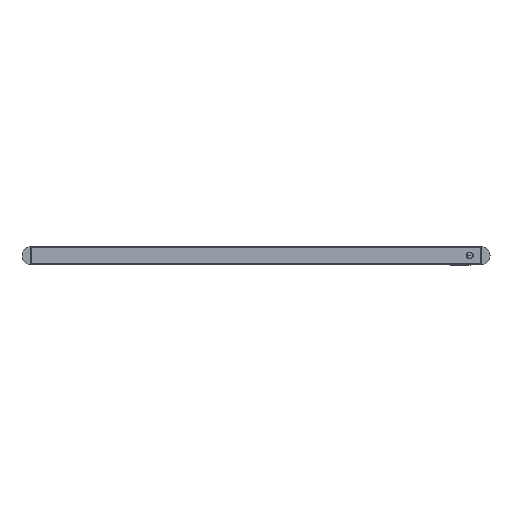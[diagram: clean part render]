
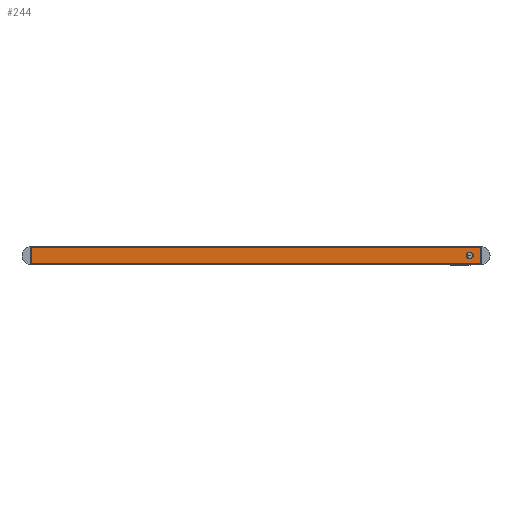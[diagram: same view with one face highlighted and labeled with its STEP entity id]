
A CAD part, top view. The second image highlights one B-rep face of the part: STEP entity #244.
In plain terms, the highlighted planar face has unit normal (0, 0, 1).
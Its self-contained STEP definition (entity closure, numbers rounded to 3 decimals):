
#64=FACE_BOUND($,#431,.T.);
#244=ADVANCED_FACE($,(#337,#64),#1337,.T.);
#337=FACE_OUTER_BOUND($,#430,.T.);
#430=EDGE_LOOP($,(#591,#592,#593,#594,#595,#596,#597,#598));
#431=EDGE_LOOP($,(#599,#600));
#591=ORIENTED_EDGE($,*,*,#983,.F.);
#592=ORIENTED_EDGE($,*,*,#982,.F.);
#593=ORIENTED_EDGE($,*,*,#981,.F.);
#594=ORIENTED_EDGE($,*,*,#980,.F.);
#595=ORIENTED_EDGE($,*,*,#979,.F.);
#596=ORIENTED_EDGE($,*,*,#978,.F.);
#597=ORIENTED_EDGE($,*,*,#977,.F.);
#598=ORIENTED_EDGE($,*,*,#976,.F.);
#599=ORIENTED_EDGE($,*,*,#984,.F.);
#600=ORIENTED_EDGE($,*,*,#985,.F.);
#976=EDGE_CURVE($,#1210,#1211,#1447,.T.);
#977=EDGE_CURVE($,#1211,#1212,#1448,.T.);
#978=EDGE_CURVE($,#1212,#1213,#1449,.T.);
#979=EDGE_CURVE($,#1213,#1214,#1450,.T.);
#980=EDGE_CURVE($,#1214,#1215,#1451,.T.);
#981=EDGE_CURVE($,#1215,#1216,#1452,.T.);
#982=EDGE_CURVE($,#1216,#1217,#1453,.T.);
#983=EDGE_CURVE($,#1217,#1210,#1454,.T.);
#984=EDGE_CURVE($,#1218,#1219,#1601,.T.);
#985=EDGE_CURVE($,#1219,#1218,#1602,.T.);
#1210=VERTEX_POINT($,#2275);
#1211=VERTEX_POINT($,#2276);
#1212=VERTEX_POINT($,#2277);
#1213=VERTEX_POINT($,#2278);
#1214=VERTEX_POINT($,#2279);
#1215=VERTEX_POINT($,#2280);
#1216=VERTEX_POINT($,#2281);
#1217=VERTEX_POINT($,#2282);
#1218=VERTEX_POINT($,#2283);
#1219=VERTEX_POINT($,#2284);
#1337=PLANE($,#1709);
#1447=B_SPLINE_CURVE_WITH_KNOTS($,1,(#2134,#2135),.UNSPECIFIED.,.F.,.F.,
(2,2),(-1.595,0.),.UNSPECIFIED.);
#1448=B_SPLINE_CURVE_WITH_KNOTS($,1,(#2136,#2137),.UNSPECIFIED.,.F.,.F.,
(2,2),(-704.4,-680.595),.UNSPECIFIED.);
#1449=B_SPLINE_CURVE_WITH_KNOTS($,1,(#2138,#2139),.UNSPECIFIED.,.F.,.F.,
(2,2),(-1.595,0.),.UNSPECIFIED.);
#1450=B_SPLINE_CURVE_WITH_KNOTS($,1,(#2140,#2141),.UNSPECIFIED.,.F.,.F.,
(2,2),(3495.,4174.),.UNSPECIFIED.);
#1451=B_SPLINE_CURVE_WITH_KNOTS($,1,(#2142,#2143),.UNSPECIFIED.,.F.,.F.,
(2,2),(0.,1.595),.UNSPECIFIED.);
#1452=B_SPLINE_CURVE_WITH_KNOTS($,1,(#2144,#2145),.UNSPECIFIED.,.F.,.F.,
(2,2),(680.595,704.4),.UNSPECIFIED.);
#1453=B_SPLINE_CURVE_WITH_KNOTS($,1,(#2146,#2147),.UNSPECIFIED.,.F.,.F.,
(2,2),(0.,1.595),.UNSPECIFIED.);
#1454=B_SPLINE_CURVE_WITH_KNOTS($,1,(#2148,#2149),.UNSPECIFIED.,.F.,.F.,
(2,2),(-2776.,-2097.),.UNSPECIFIED.);
#1601=(
BOUNDED_CURVE()
B_SPLINE_CURVE(2,(#2150,#2151,#2152,#2153,#2154),.UNSPECIFIED.,.F.,.F.)
B_SPLINE_CURVE_WITH_KNOTS((3,2,3),(0.,7.854,15.707),
.UNSPECIFIED.)
CURVE()
GEOMETRIC_REPRESENTATION_ITEM()
RATIONAL_B_SPLINE_CURVE((1.,0.707,1.,0.707,1.))
REPRESENTATION_ITEM($)
);
#1602=(
BOUNDED_CURVE()
B_SPLINE_CURVE(2,(#2155,#2156,#2157,#2158,#2159),.UNSPECIFIED.,.F.,.F.)
B_SPLINE_CURVE_WITH_KNOTS((3,2,3),(15.707,23.561,31.415),
.UNSPECIFIED.)
CURVE()
GEOMETRIC_REPRESENTATION_ITEM()
RATIONAL_B_SPLINE_CURVE((1.,0.707,1.,0.707,1.))
REPRESENTATION_ITEM($)
);
#1709=AXIS2_PLACEMENT_3D($,#2260,#1771,$);
#1771=DIRECTION($,(0.,0.,1.));
#2134=CARTESIAN_POINT($,(147.5,-13.496,20.));
#2135=CARTESIAN_POINT($,(147.5,-11.9,20.));
#2136=CARTESIAN_POINT($,(147.5,-11.9,20.));
#2137=CARTESIAN_POINT($,(147.5,11.905,20.));
#2138=CARTESIAN_POINT($,(147.5,11.905,20.));
#2139=CARTESIAN_POINT($,(147.5,13.5,20.));
#2140=CARTESIAN_POINT($,(147.5,13.5,20.));
#2141=CARTESIAN_POINT($,(826.5,13.5,20.));
#2142=CARTESIAN_POINT($,(826.5,13.5,20.));
#2143=CARTESIAN_POINT($,(826.5,11.905,20.));
#2144=CARTESIAN_POINT($,(826.5,11.905,20.));
#2145=CARTESIAN_POINT($,(826.5,-11.9,20.));
#2146=CARTESIAN_POINT($,(826.5,-11.9,20.));
#2147=CARTESIAN_POINT($,(826.5,-13.496,20.));
#2148=CARTESIAN_POINT($,(826.5,-13.496,20.));
#2149=CARTESIAN_POINT($,(147.5,-13.496,20.));
#2150=CARTESIAN_POINT($,(805.078,0.2,20.));
#2151=CARTESIAN_POINT($,(805.078,-4.8,20.));
#2152=CARTESIAN_POINT($,(810.078,-4.8,20.));
#2153=CARTESIAN_POINT($,(815.078,-4.8,20.));
#2154=CARTESIAN_POINT($,(815.078,0.2,20.));
#2155=CARTESIAN_POINT($,(815.078,0.2,20.));
#2156=CARTESIAN_POINT($,(815.078,5.2,20.));
#2157=CARTESIAN_POINT($,(810.078,5.2,20.));
#2158=CARTESIAN_POINT($,(805.078,5.2,20.));
#2159=CARTESIAN_POINT($,(805.078,0.2,20.));
#2260=CARTESIAN_POINT($,(826.5,-13.497,20.));
#2275=CARTESIAN_POINT($,(147.5,-13.496,20.));
#2276=CARTESIAN_POINT($,(147.5,-11.9,20.));
#2277=CARTESIAN_POINT($,(147.5,11.905,20.));
#2278=CARTESIAN_POINT($,(147.5,13.5,20.));
#2279=CARTESIAN_POINT($,(826.5,13.5,20.));
#2280=CARTESIAN_POINT($,(826.5,11.905,20.));
#2281=CARTESIAN_POINT($,(826.5,-11.9,20.));
#2282=CARTESIAN_POINT($,(826.5,-13.496,20.));
#2283=CARTESIAN_POINT($,(805.078,0.2,20.));
#2284=CARTESIAN_POINT($,(815.078,0.2,20.));
